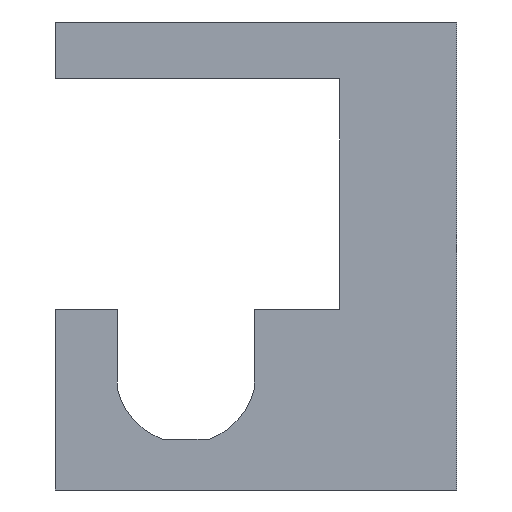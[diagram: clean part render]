
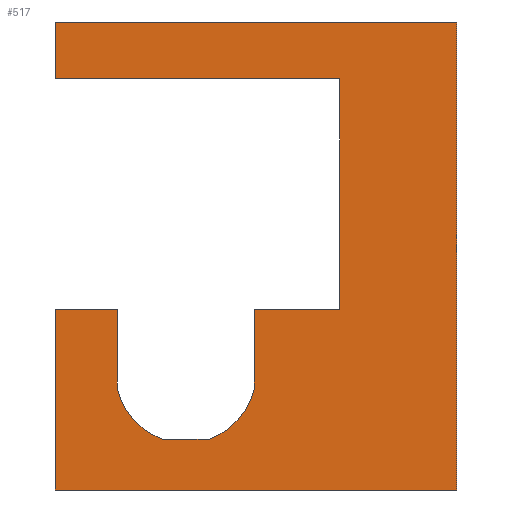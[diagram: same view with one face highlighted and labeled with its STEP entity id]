
A CAD part, front view. The second image highlights one B-rep face of the part: STEP entity #517.
In plain terms, the highlighted planar face has unit normal (0, -1, 0).
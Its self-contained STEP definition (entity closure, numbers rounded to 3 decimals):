
#22=CIRCLE('',#537,10.5);
#24=CIRCLE('',#541,10.5);
#63=FACE_OUTER_BOUND('',#92,.T.);
#92=EDGE_LOOP('',(#439,#440,#441,#442,#443,#444,#445,#446,#447,#448,#449,
#450,#451,#452));
#102=LINE('',#718,#160);
#106=LINE('',#730,#164);
#112=LINE('',#745,#170);
#122=LINE('',#766,#180);
#125=LINE('',#772,#183);
#127=LINE('',#775,#185);
#128=LINE('',#778,#186);
#136=LINE('',#799,#194);
#140=LINE('',#807,#198);
#154=LINE('',#847,#212);
#155=LINE('',#849,#213);
#156=LINE('',#850,#214);
#160=VECTOR('',#579,10.);
#164=VECTOR('',#591,10.);
#170=VECTOR('',#605,10.);
#180=VECTOR('',#619,10.);
#183=VECTOR('',#624,10.);
#185=VECTOR('',#628,10.);
#186=VECTOR('',#631,10.);
#194=VECTOR('',#651,10.);
#198=VECTOR('',#657,10.);
#212=VECTOR('',#701,10.);
#213=VECTOR('',#702,10.);
#214=VECTOR('',#703,10.);
#217=VERTEX_POINT('',#714);
#219=VERTEX_POINT('',#717);
#221=VERTEX_POINT('',#723);
#223=VERTEX_POINT('',#729);
#225=VERTEX_POINT('',#735);
#228=VERTEX_POINT('',#742);
#237=VERTEX_POINT('',#765);
#238=VERTEX_POINT('',#769);
#239=VERTEX_POINT('',#771);
#240=VERTEX_POINT('',#777);
#247=VERTEX_POINT('',#797);
#250=VERTEX_POINT('',#806);
#261=VERTEX_POINT('',#846);
#262=VERTEX_POINT('',#848);
#264=EDGE_CURVE('',#219,#217,#102,.T.);
#267=EDGE_CURVE('',#221,#219,#22,.T.);
#270=EDGE_CURVE('',#223,#221,#106,.T.);
#273=EDGE_CURVE('',#225,#223,#24,.T.);
#278=EDGE_CURVE('',#228,#225,#112,.T.);
#288=EDGE_CURVE('',#228,#237,#122,.T.);
#291=EDGE_CURVE('',#238,#239,#125,.T.);
#293=EDGE_CURVE('',#239,#217,#127,.T.);
#294=EDGE_CURVE('',#240,#237,#128,.T.);
#304=EDGE_CURVE('',#247,#238,#136,.T.);
#308=EDGE_CURVE('',#250,#240,#140,.T.);
#328=EDGE_CURVE('',#261,#247,#154,.T.);
#329=EDGE_CURVE('',#262,#261,#155,.T.);
#330=EDGE_CURVE('',#250,#262,#156,.T.);
#439=ORIENTED_EDGE('',*,*,#264,.T.);
#440=ORIENTED_EDGE('',*,*,#293,.F.);
#441=ORIENTED_EDGE('',*,*,#291,.F.);
#442=ORIENTED_EDGE('',*,*,#304,.F.);
#443=ORIENTED_EDGE('',*,*,#328,.F.);
#444=ORIENTED_EDGE('',*,*,#329,.F.);
#445=ORIENTED_EDGE('',*,*,#330,.F.);
#446=ORIENTED_EDGE('',*,*,#308,.T.);
#447=ORIENTED_EDGE('',*,*,#294,.T.);
#448=ORIENTED_EDGE('',*,*,#288,.F.);
#449=ORIENTED_EDGE('',*,*,#278,.T.);
#450=ORIENTED_EDGE('',*,*,#273,.T.);
#451=ORIENTED_EDGE('',*,*,#270,.T.);
#452=ORIENTED_EDGE('',*,*,#267,.T.);
#490=PLANE('',#570);
#517=ADVANCED_FACE('',(#63),#490,.T.);
#537=AXIS2_PLACEMENT_3D('',#724,#584,#585);
#541=AXIS2_PLACEMENT_3D('',#736,#596,#597);
#570=AXIS2_PLACEMENT_3D('',#845,#699,#700);
#579=DIRECTION('',(0.,0.,1.));
#584=DIRECTION('center_axis',(0.,1.,0.));
#585=DIRECTION('ref_axis',(-0.974,0.,-0.229));
#591=DIRECTION('',(-1.,0.,0.));
#596=DIRECTION('center_axis',(0.,1.,0.));
#597=DIRECTION('ref_axis',(0.333,0.,-0.943));
#605=DIRECTION('',(0.,0.,-1.));
#619=DIRECTION('',(1.,0.,0.));
#624=DIRECTION('',(0.,0.,1.));
#628=DIRECTION('',(1.,0.,0.));
#631=DIRECTION('',(0.,0.,-1.));
#651=DIRECTION('',(-1.,0.,0.));
#657=DIRECTION('',(1.,0.,0.));
#699=DIRECTION('center_axis',(0.,-1.,0.));
#700=DIRECTION('ref_axis',(1.,0.,0.));
#701=DIRECTION('',(0.,0.,-1.));
#702=DIRECTION('',(1.,0.,0.));
#703=DIRECTION('',(0.,0.,1.));
#714=CARTESIAN_POINT('',(-20.722,-19.,-34.5));
#717=CARTESIAN_POINT('',(-20.722,-19.,-46.399));
#718=CARTESIAN_POINT('',(-20.722,-19.,-23.2));
#723=CARTESIAN_POINT('',(-14.,-19.,-53.899));
#724=CARTESIAN_POINT('Origin',(-10.5,-19.,-44.));
#729=CARTESIAN_POINT('',(-7.,-19.,-53.899));
#730=CARTESIAN_POINT('',(-18.5,-19.,-53.899));
#735=CARTESIAN_POINT('',(-0.278,-19.,-46.399));
#736=CARTESIAN_POINT('Origin',(-10.5,-19.,-44.));
#742=CARTESIAN_POINT('',(-0.278,-19.,-34.5));
#745=CARTESIAN_POINT('',(-0.278,-19.,-16.7));
#765=CARTESIAN_POINT('',(12.5,-19.,-34.5));
#766=CARTESIAN_POINT('',(-30.,-19.,-34.5));
#769=CARTESIAN_POINT('',(-30.,-19.,-61.5));
#771=CARTESIAN_POINT('',(-30.,-19.,-34.5));
#772=CARTESIAN_POINT('',(-30.,-19.,-61.5));
#775=CARTESIAN_POINT('',(-30.,-19.,-34.5));
#777=CARTESIAN_POINT('',(12.5,-19.,0.));
#778=CARTESIAN_POINT('',(12.5,-19.,0.));
#797=CARTESIAN_POINT('',(30.,-19.,-61.5));
#799=CARTESIAN_POINT('',(12.5,-19.,-61.5));
#806=CARTESIAN_POINT('',(-30.,-19.,0.));
#807=CARTESIAN_POINT('',(-30.,-19.,0.));
#845=CARTESIAN_POINT('Origin',(-30.,-19.,0.));
#846=CARTESIAN_POINT('',(30.,-19.,8.5));
#847=CARTESIAN_POINT('',(30.,-19.,0.));
#848=CARTESIAN_POINT('',(-30.,-19.,8.5));
#849=CARTESIAN_POINT('',(-30.,-19.,8.5));
#850=CARTESIAN_POINT('',(-30.,-19.,0.));
